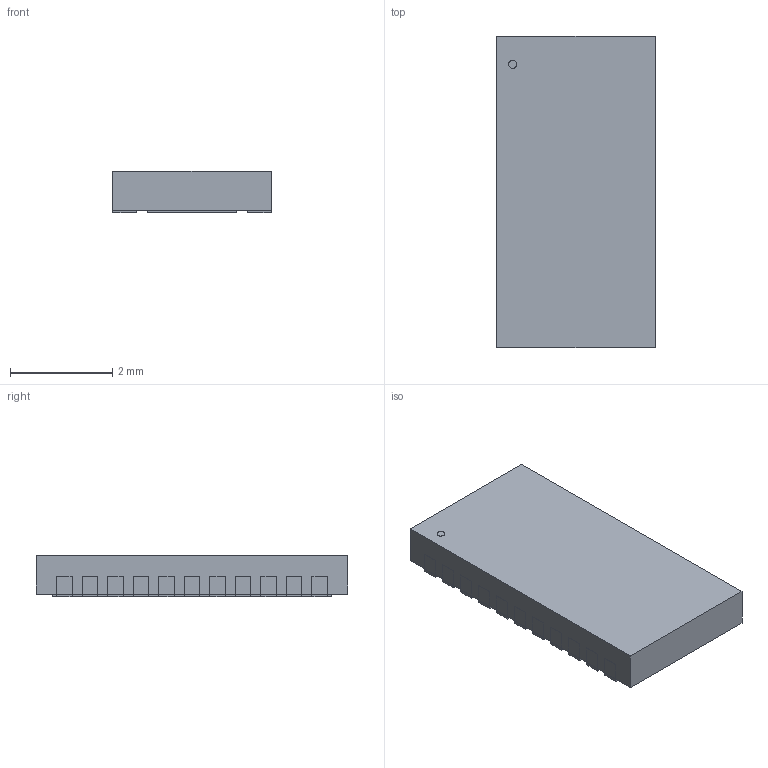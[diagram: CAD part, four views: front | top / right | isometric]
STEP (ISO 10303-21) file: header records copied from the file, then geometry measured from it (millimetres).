
FILE_DESCRIPTION(('STEP AP214'),'1');
FILE_NAME('DFN-22_DJC_LIT','2023-11-15T01:39:31',(''),(''),'','','');
FILE_SCHEMA(('AUTOMOTIVE_DESIGN'));
Length unit declared in the file: millimetre
Products named in the file (1): product
Bounding box: 3.1 x 6.1 x 0.81 mm (x, y, z)
Volume: 15 mm3; surface area: 84.3 mm2
Topology: 25 solids, 25 shells, 191 faces, 379 edges, 238 vertices
Faces by surface type: plane 190, cylinder 1
Full cylindrical faces by diameter (mm): 0.155 x1
Entity records: 5049 total; most frequent: ORIENTED_EDGE 844, DIRECTION 810, CARTESIAN_POINT 477, EDGE_CURVE 422, LINE 420, VECTOR 420, VERTEX_POINT 282, AXIS2_PLACEMENT_3D 195
